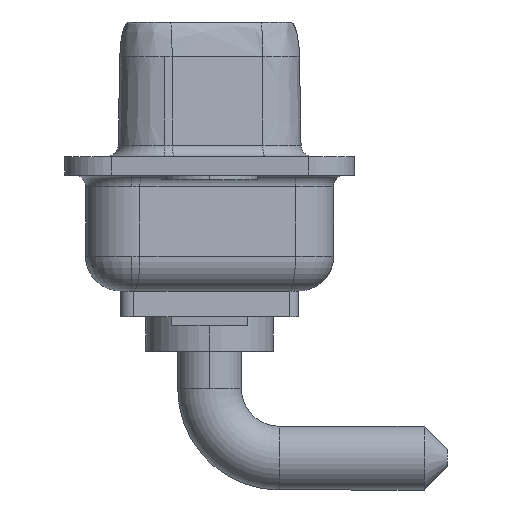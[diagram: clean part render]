
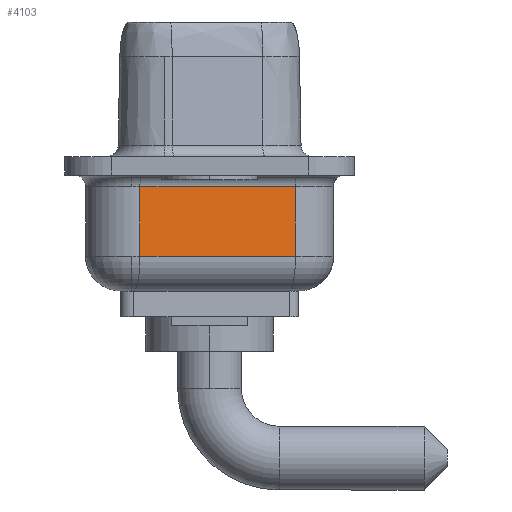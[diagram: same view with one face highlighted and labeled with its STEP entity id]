
A CAD part, left-side view. The second image highlights one B-rep face of the part: STEP entity #4103.
In plain terms, the highlighted planar face has unit normal (-0.985, -0.174, 0).
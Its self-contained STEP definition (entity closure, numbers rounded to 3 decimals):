
#18 = CARTESIAN_POINT ( 'NONE',  ( -27.538, -3.697, -5.8 ) ) ;
#324 = LINE ( 'NONE', #8719, #9785 ) ;
#638 = VERTEX_POINT ( 'NONE', #9884 ) ;
#1921 = VERTEX_POINT ( 'NONE', #4990 ) ;
#2692 = EDGE_CURVE ( 'NONE', #5921, #638, #10059, .T. ) ;
#2723 = LINE ( 'NONE', #5680, #11131 ) ;
#3191 = DIRECTION ( 'NONE',  ( 0.985, 0.174, 0. ) ) ;
#3496 = LINE ( 'NONE', #7698, #8898 ) ;
#3563 = VERTEX_POINT ( 'NONE', #6999 ) ;
#4103 = ADVANCED_FACE ( 'NONE', ( #8344 ), #12588, .F. ) ;
#4990 = CARTESIAN_POINT ( 'NONE',  ( -27.538, -3.697, -4.3 ) ) ;
#5388 = DIRECTION ( 'NONE',  ( -0.174, 0.985, 0. ) ) ;
#5573 = ORIENTED_EDGE ( 'NONE', *, *, #5990, .F. ) ;
#5618 = CARTESIAN_POINT ( 'NONE',  ( -27.538, -3.697, -1.3 ) ) ;
#5680 = CARTESIAN_POINT ( 'NONE',  ( -27.538, -3.697, -4.3 ) ) ;
#5921 = VERTEX_POINT ( 'NONE', #5618 ) ;
#5990 = EDGE_CURVE ( 'NONE', #3563, #638, #3496, .T. ) ;
#6170 = ORIENTED_EDGE ( 'NONE', *, *, #7237, .T. ) ;
#6787 = DIRECTION ( 'NONE',  ( 0.174, -0.985, 0. ) ) ;
#6865 = AXIS2_PLACEMENT_3D ( 'NONE', #18, #3191, #5388 ) ;
#6999 = CARTESIAN_POINT ( 'NONE',  ( -28.72, 3.003, -4.3 ) ) ;
#7237 = EDGE_CURVE ( 'NONE', #3563, #1921, #2723, .T. ) ;
#7431 = ORIENTED_EDGE ( 'NONE', *, *, #13333, .T. ) ;
#7698 = CARTESIAN_POINT ( 'NONE',  ( -28.72, 3.003, -5.8 ) ) ;
#7970 = ORIENTED_EDGE ( 'NONE', *, *, #2692, .T. ) ;
#8344 = FACE_OUTER_BOUND ( 'NONE', #10100, .T. ) ;
#8719 = CARTESIAN_POINT ( 'NONE',  ( -27.538, -3.697, -5.8 ) ) ;
#8826 = VECTOR ( 'NONE', #11211, 1000. ) ;
#8898 = VECTOR ( 'NONE', #11862, 1000. ) ;
#9785 = VECTOR ( 'NONE', #12891, 1000. ) ;
#9884 = CARTESIAN_POINT ( 'NONE',  ( -28.72, 3.003, -1.3 ) ) ;
#10059 = LINE ( 'NONE', #11083, #8826 ) ;
#10100 = EDGE_LOOP ( 'NONE', ( #7431, #7970, #5573, #6170 ) ) ;
#11083 = CARTESIAN_POINT ( 'NONE',  ( -27.538, -3.697, -1.3 ) ) ;
#11131 = VECTOR ( 'NONE', #6787, 1000. ) ;
#11211 = DIRECTION ( 'NONE',  ( -0.174, 0.985, 0. ) ) ;
#11862 = DIRECTION ( 'NONE',  ( 0., 0., 1. ) ) ;
#12588 = PLANE ( 'NONE',  #6865 ) ;
#12891 = DIRECTION ( 'NONE',  ( 0., 0., 1. ) ) ;
#13333 = EDGE_CURVE ( 'NONE', #1921, #5921, #324, .T. ) ;
